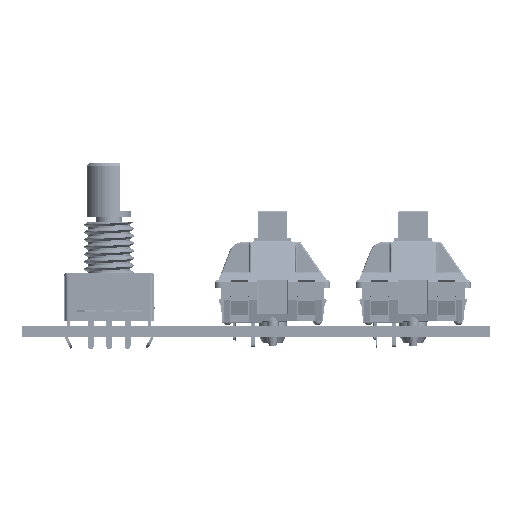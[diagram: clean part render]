
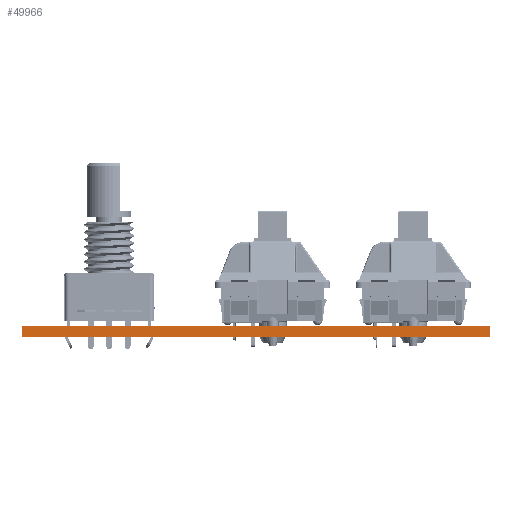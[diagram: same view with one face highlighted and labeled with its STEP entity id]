
A CAD part, left-side view. The second image highlights one B-rep face of the part: STEP entity #49966.
In plain terms, the highlighted planar face has unit normal (-1, 0, 0).
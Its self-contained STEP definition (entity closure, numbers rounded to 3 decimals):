
#49910 = VERTEX_POINT('',#49911);
#49911 = CARTESIAN_POINT('',(99.,-115.5,1.51));
#49917 = EDGE_CURVE('',#49918,#49910,#49920,.T.);
#49918 = VERTEX_POINT('',#49919);
#49919 = CARTESIAN_POINT('',(99.,-115.5,0.));
#49920 = LINE('',#49921,#49922);
#49921 = CARTESIAN_POINT('',(99.,-115.5,0.));
#49922 = VECTOR('',#49923,1.);
#49923 = DIRECTION('',(0.,0.,1.));
#49966 = ADVANCED_FACE('',(#49967),#49992,.T.);
#49967 = FACE_BOUND('',#49968,.T.);
#49968 = EDGE_LOOP('',(#49969,#49970,#49978,#49986));
#49969 = ORIENTED_EDGE('',*,*,#49917,.T.);
#49970 = ORIENTED_EDGE('',*,*,#49971,.T.);
#49971 = EDGE_CURVE('',#49910,#49972,#49974,.T.);
#49972 = VERTEX_POINT('',#49973);
#49973 = CARTESIAN_POINT('',(99.,-52.1,1.51));
#49974 = LINE('',#49975,#49976);
#49975 = CARTESIAN_POINT('',(99.,-115.5,1.51));
#49976 = VECTOR('',#49977,1.);
#49977 = DIRECTION('',(0.,1.,0.));
#49978 = ORIENTED_EDGE('',*,*,#49979,.F.);
#49979 = EDGE_CURVE('',#49980,#49972,#49982,.T.);
#49980 = VERTEX_POINT('',#49981);
#49981 = CARTESIAN_POINT('',(99.,-52.1,0.));
#49982 = LINE('',#49983,#49984);
#49983 = CARTESIAN_POINT('',(99.,-52.1,0.));
#49984 = VECTOR('',#49985,1.);
#49985 = DIRECTION('',(0.,0.,1.));
#49986 = ORIENTED_EDGE('',*,*,#49987,.F.);
#49987 = EDGE_CURVE('',#49918,#49980,#49988,.T.);
#49988 = LINE('',#49989,#49990);
#49989 = CARTESIAN_POINT('',(99.,-115.5,0.));
#49990 = VECTOR('',#49991,1.);
#49991 = DIRECTION('',(0.,1.,0.));
#49992 = PLANE('',#49993);
#49993 = AXIS2_PLACEMENT_3D('',#49994,#49995,#49996);
#49994 = CARTESIAN_POINT('',(99.,-115.5,0.));
#49995 = DIRECTION('',(-1.,0.,0.));
#49996 = DIRECTION('',(0.,1.,0.));
